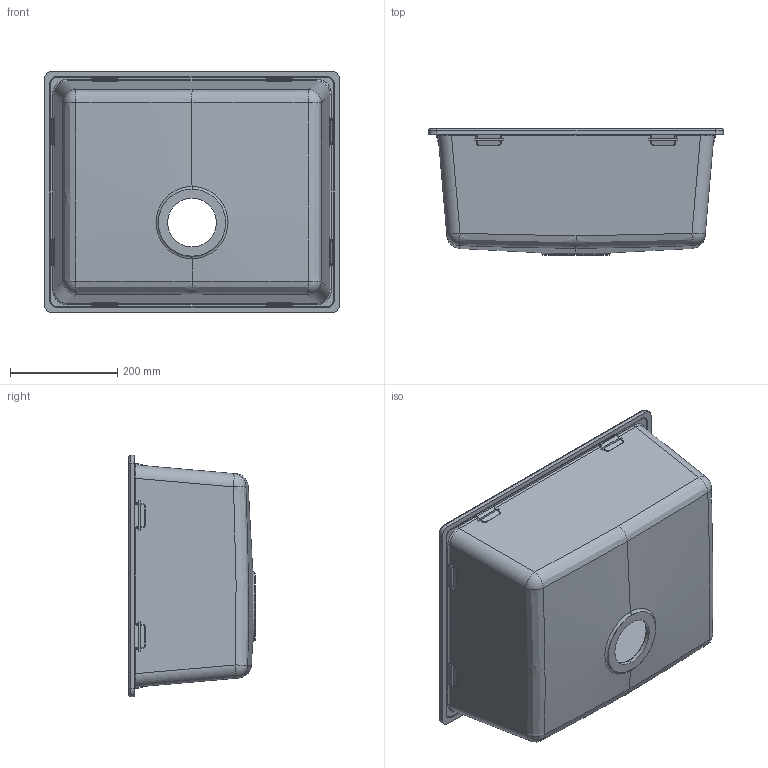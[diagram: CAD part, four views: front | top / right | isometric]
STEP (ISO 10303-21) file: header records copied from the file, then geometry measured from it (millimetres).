
FILE_DESCRIPTION((''),'2;1');
FILE_NAME('SKS2218-2402864-20201202','2021-05-14T',('Administrator'),(''),'CREO PARAMETRIC BY PTC INC, 2017170','CREO PARAMETRIC BY PTC INC, 2017170','');
FILE_SCHEMA(('CONFIG_CONTROL_DESIGN'));
Length unit declared in the file: millimetre
Products named in the file (1): SKS2218-2402864-20201202
Bounding box: 550 x 235 x 450 mm (x, y, z)
Volume: 5155008.9 mm3; surface area: 1141431.4 mm2
Topology: 1 solids, 1 shells, 403 faces, 985 edges, 586 vertices
Faces by surface type: bspline 182, cylinder 111, plane 88, cone 12, torus 6, sphere 4
Entity records: 21134 total; most frequent: CARTESIAN_POINT 13054, ORIENTED_EDGE 1970, DIRECTION 1267, EDGE_CURVE 985, VERTEX_POINT 586, AXIS2_PLACEMENT_3D 464, EDGE_LOOP 407, FACE_OUTER_BOUND 403
